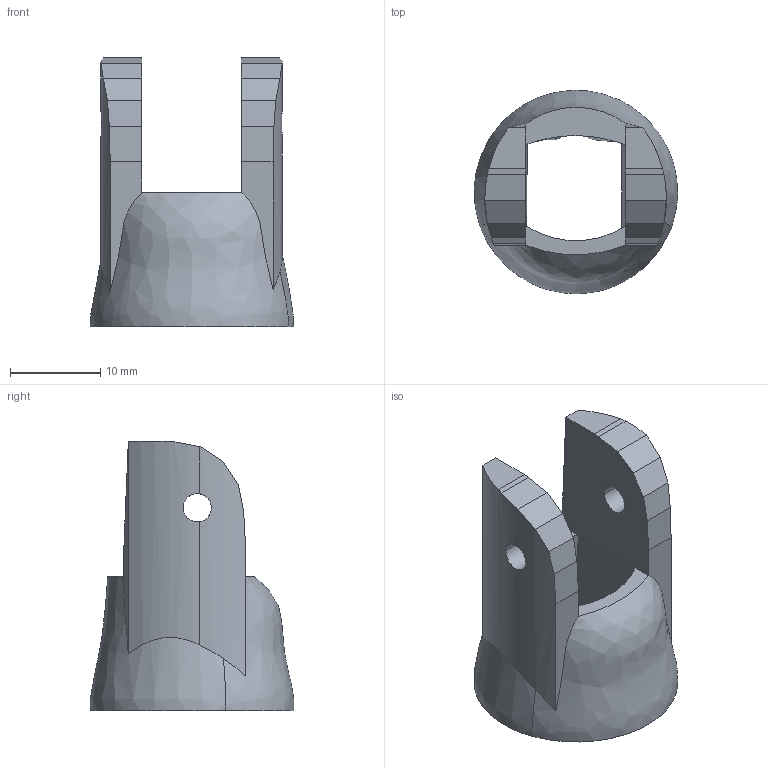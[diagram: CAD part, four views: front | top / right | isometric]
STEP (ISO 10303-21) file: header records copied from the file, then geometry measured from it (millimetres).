
FILE_DESCRIPTION (( 'STEP AP203' ), '1' );
FILE_NAME ('Kciuk_Finger3_Domyœlna_sldprt.STEP', '2020-06-09T22:46:25', ( '' ), ( '' ), 'SwSTEP 2.0', 'SolidWorks 2018', '' );
FILE_SCHEMA (( 'CONFIG_CONTROL_DESIGN' ));
Length unit declared in the file: millimetre
Products named in the file (1): Kciuk_Finger3_Domyœlna_sldprt
Bounding box: 22.48 x 22.5 x 29.8 mm (x, y, z)
Volume: 4428.1 mm3; surface area: 2991.8 mm2
Topology: 1 solids, 1 shells, 42 faces, 122 edges, 80 vertices
Faces by surface type: plane 28, cylinder 7, bspline 7
Entity records: 1990 total; most frequent: CARTESIAN_POINT 890, ORIENTED_EDGE 244, DIRECTION 169, EDGE_CURVE 122, VERTEX_POINT 80, VECTOR 69, LINE 69, AXIS2_PLACEMENT_3D 50
